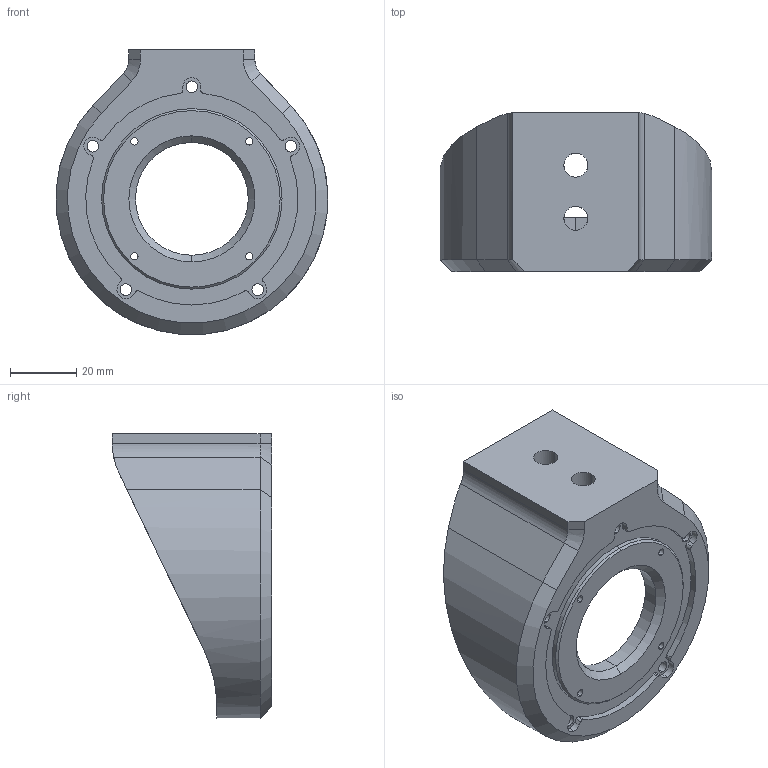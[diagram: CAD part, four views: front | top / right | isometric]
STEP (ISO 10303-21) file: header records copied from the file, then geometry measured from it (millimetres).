
FILE_DESCRIPTION (( 'STEP AP214' ), '1' );
FILE_NAME ('3d-printed-part.STEP', '2026-02-02T19:43:26', ( '' ), ( '' ), '', '', '' );
FILE_SCHEMA (( 'AUTOMOTIVE_DESIGN' ));
Length unit declared in the file: millimetre
Products named in the file (1): 3d-printed-part
Bounding box: 81.91 x 48 x 85.86 mm (x, y, z)
Volume: 55908.5 mm3; surface area: 25162.1 mm2
Topology: 1 solids, 1 shells, 108 faces, 288 edges, 186 vertices
Faces by surface type: cylinder 66, plane 31, cone 9, torus 2
Entity records: 3694 total; most frequent: CARTESIAN_POINT 857, DIRECTION 615, ORIENTED_EDGE 576, EDGE_CURVE 288, AXIS2_PLACEMENT_3D 240, VERTEX_POINT 186, EDGE_LOOP 136, LINE 135
